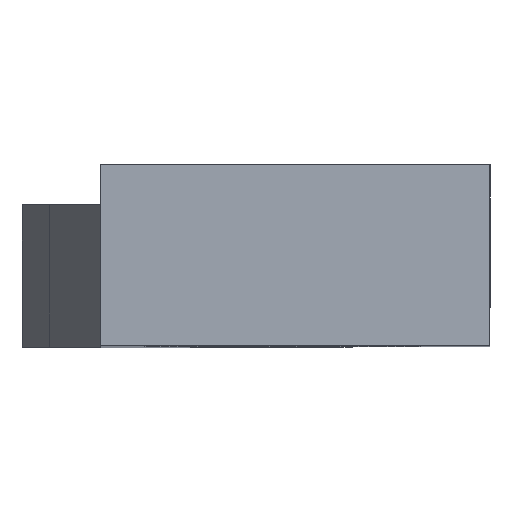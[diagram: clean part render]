
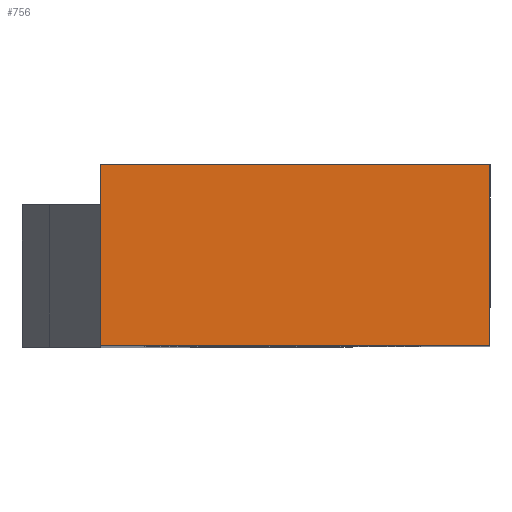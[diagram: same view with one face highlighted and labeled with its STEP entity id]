
A CAD part, top view. The second image highlights one B-rep face of the part: STEP entity #756.
In plain terms, the highlighted planar face has unit normal (0, 0, 1).
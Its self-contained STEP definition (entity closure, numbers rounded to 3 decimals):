
#141 = VECTOR ( 'NONE', #336, 1000. ) ;
#158 = ORIENTED_EDGE ( 'NONE', *, *, #1043, .T. ) ;
#181 = CARTESIAN_POINT ( 'NONE',  ( 4.25, 3.5, 8.75 ) ) ;
#193 = ORIENTED_EDGE ( 'NONE', *, *, #650, .F. ) ;
#215 = VERTEX_POINT ( 'NONE', #1030 ) ;
#231 = ORIENTED_EDGE ( 'NONE', *, *, #458, .F. ) ;
#282 = FACE_OUTER_BOUND ( 'NONE', #857, .T. ) ;
#295 = CARTESIAN_POINT ( 'NONE',  ( -3.25, 0., 8.75 ) ) ;
#311 = VECTOR ( 'NONE', #818, 1000. ) ;
#316 = VECTOR ( 'NONE', #716, 1000. ) ;
#336 = DIRECTION ( 'NONE',  ( 0., -1., 0. ) ) ;
#433 = DIRECTION ( 'NONE',  ( 1., 0., 0. ) ) ;
#444 = VERTEX_POINT ( 'NONE', #874 ) ;
#458 = EDGE_CURVE ( 'NONE', #215, #444, #978, .T. ) ;
#492 = AXIS2_PLACEMENT_3D ( 'NONE', #523, #983, #1058 ) ;
#523 = CARTESIAN_POINT ( 'NONE',  ( 4.25, 3.5, 8.75 ) ) ;
#534 = VECTOR ( 'NONE', #433, 1000. ) ;
#650 = EDGE_CURVE ( 'NONE', #1133, #215, #738, .T. ) ;
#668 = ORIENTED_EDGE ( 'NONE', *, *, #835, .F. ) ;
#705 = VERTEX_POINT ( 'NONE', #790 ) ;
#716 = DIRECTION ( 'NONE',  ( 1., 0., 0. ) ) ;
#738 = LINE ( 'NONE', #747, #311 ) ;
#747 = CARTESIAN_POINT ( 'NONE',  ( -3.25, -0.001, 8.75 ) ) ;
#756 = ADVANCED_FACE ( 'NONE', ( #282 ), #887, .F. ) ;
#790 = CARTESIAN_POINT ( 'NONE',  ( 4.25, 0., 8.75 ) ) ;
#803 = LINE ( 'NONE', #898, #316 ) ;
#818 = DIRECTION ( 'NONE',  ( 0., 1., 0. ) ) ;
#835 = EDGE_CURVE ( 'NONE', #444, #705, #1130, .T. ) ;
#857 = EDGE_LOOP ( 'NONE', ( #231, #193, #158, #668 ) ) ;
#874 = CARTESIAN_POINT ( 'NONE',  ( 4.25, 3.5, 8.75 ) ) ;
#887 = PLANE ( 'NONE',  #492 ) ;
#898 = CARTESIAN_POINT ( 'NONE',  ( 4.25, 0., 8.75 ) ) ;
#965 = CARTESIAN_POINT ( 'NONE',  ( 4.25, 3.5, 8.75 ) ) ;
#978 = LINE ( 'NONE', #181, #534 ) ;
#983 = DIRECTION ( 'NONE',  ( 0., 0., -1. ) ) ;
#1030 = CARTESIAN_POINT ( 'NONE',  ( -3.25, 3.5, 8.75 ) ) ;
#1043 = EDGE_CURVE ( 'NONE', #1133, #705, #803, .T. ) ;
#1058 = DIRECTION ( 'NONE',  ( -1., 0., 0. ) ) ;
#1130 = LINE ( 'NONE', #965, #141 ) ;
#1133 = VERTEX_POINT ( 'NONE', #295 ) ;
